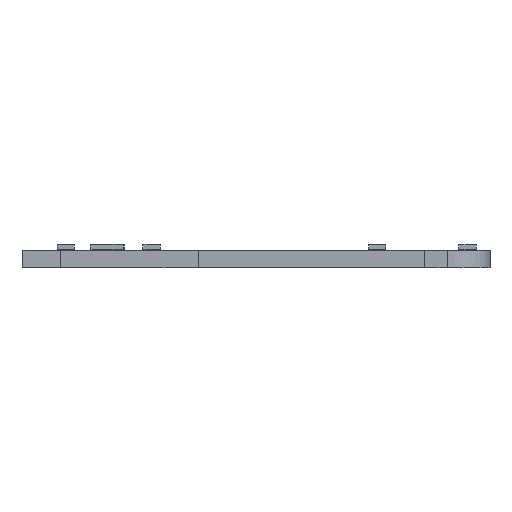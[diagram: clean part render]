
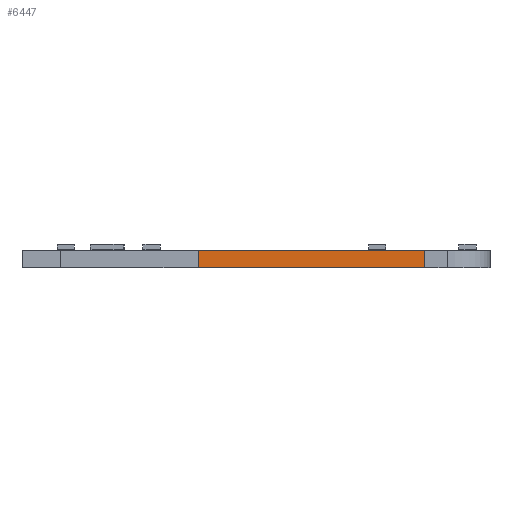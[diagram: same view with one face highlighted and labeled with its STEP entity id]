
A CAD part, left-side view. The second image highlights one B-rep face of the part: STEP entity #6447.
In plain terms, the highlighted planar face has unit normal (-1, 0, 0).
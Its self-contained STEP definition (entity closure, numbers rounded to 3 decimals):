
#2007 = PLANE('',#2008);
#2008 = AXIS2_PLACEMENT_3D('',#2009,#2010,#2011);
#2009 = CARTESIAN_POINT('',(138.861,-86.707,1.6));
#2010 = DIRECTION('',(0.,0.,1.));
#2011 = DIRECTION('',(1.,0.,0.));
#2061 = PLANE('',#2062);
#2062 = AXIS2_PLACEMENT_3D('',#2063,#2064,#2065);
#2063 = CARTESIAN_POINT('',(138.861,-86.707,0.));
#2064 = DIRECTION('',(0.,0.,1.));
#2065 = DIRECTION('',(1.,0.,0.));
#2935 = VERTEX_POINT('',#2936);
#2936 = CARTESIAN_POINT('',(97.155,-81.08,0.));
#2950 = PLANE('',#2951);
#2951 = AXIS2_PLACEMENT_3D('',#2952,#2953,#2954);
#2952 = CARTESIAN_POINT('',(105.107,-81.08,0.));
#2953 = DIRECTION('',(0.,-1.,0.));
#2954 = DIRECTION('',(-1.,0.,0.));
#2962 = EDGE_CURVE('',#2935,#2963,#2965,.T.);
#2963 = VERTEX_POINT('',#2964);
#2964 = CARTESIAN_POINT('',(97.155,-102.235,0.));
#2965 = SURFACE_CURVE('',#2966,(#2970,#2977),.PCURVE_S1.);
#2966 = LINE('',#2967,#2968);
#2967 = CARTESIAN_POINT('',(97.155,-81.08,0.));
#2968 = VECTOR('',#2969,1.);
#2969 = DIRECTION('',(0.,-1.,0.));
#2970 = PCURVE('',#2061,#2971);
#2971 = DEFINITIONAL_REPRESENTATION('',(#2972),#2976);
#2972 = LINE('',#2973,#2974);
#2973 = CARTESIAN_POINT('',(-41.706,5.627));
#2974 = VECTOR('',#2975,1.);
#2975 = DIRECTION('',(0.,-1.));
#2976 = ( GEOMETRIC_REPRESENTATION_CONTEXT(2) 
PARAMETRIC_REPRESENTATION_CONTEXT() REPRESENTATION_CONTEXT('2D SPACE',''
  ) );
#2977 = PCURVE('',#2978,#2983);
#2978 = PLANE('',#2979);
#2979 = AXIS2_PLACEMENT_3D('',#2980,#2981,#2982);
#2980 = CARTESIAN_POINT('',(97.155,-81.08,0.));
#2981 = DIRECTION('',(1.,0.,0.));
#2982 = DIRECTION('',(0.,-1.,0.));
#2983 = DEFINITIONAL_REPRESENTATION('',(#2984),#2988);
#2984 = LINE('',#2985,#2986);
#2985 = CARTESIAN_POINT('',(0.,0.));
#2986 = VECTOR('',#2987,1.);
#2987 = DIRECTION('',(1.,0.));
#2988 = ( GEOMETRIC_REPRESENTATION_CONTEXT(2) 
PARAMETRIC_REPRESENTATION_CONTEXT() REPRESENTATION_CONTEXT('2D SPACE',''
  ) );
#3006 = PLANE('',#3007);
#3007 = AXIS2_PLACEMENT_3D('',#3008,#3009,#3010);
#3008 = CARTESIAN_POINT('',(97.155,-102.235,0.));
#3009 = DIRECTION('',(0.,-1.,0.));
#3010 = DIRECTION('',(-1.,0.,0.));
#5054 = VERTEX_POINT('',#5055);
#5055 = CARTESIAN_POINT('',(97.155,-81.08,1.6));
#5076 = EDGE_CURVE('',#5054,#5077,#5079,.T.);
#5077 = VERTEX_POINT('',#5078);
#5078 = CARTESIAN_POINT('',(97.155,-102.235,1.6));
#5079 = SURFACE_CURVE('',#5080,(#5084,#5091),.PCURVE_S1.);
#5080 = LINE('',#5081,#5082);
#5081 = CARTESIAN_POINT('',(97.155,-81.08,1.6));
#5082 = VECTOR('',#5083,1.);
#5083 = DIRECTION('',(0.,-1.,0.));
#5084 = PCURVE('',#2007,#5085);
#5085 = DEFINITIONAL_REPRESENTATION('',(#5086),#5090);
#5086 = LINE('',#5087,#5088);
#5087 = CARTESIAN_POINT('',(-41.706,5.627));
#5088 = VECTOR('',#5089,1.);
#5089 = DIRECTION('',(0.,-1.));
#5090 = ( GEOMETRIC_REPRESENTATION_CONTEXT(2) 
PARAMETRIC_REPRESENTATION_CONTEXT() REPRESENTATION_CONTEXT('2D SPACE',''
  ) );
#5091 = PCURVE('',#2978,#5092);
#5092 = DEFINITIONAL_REPRESENTATION('',(#5093),#5097);
#5093 = LINE('',#5094,#5095);
#5094 = CARTESIAN_POINT('',(0.,-1.6));
#5095 = VECTOR('',#5096,1.);
#5096 = DIRECTION('',(1.,0.));
#5097 = ( GEOMETRIC_REPRESENTATION_CONTEXT(2) 
PARAMETRIC_REPRESENTATION_CONTEXT() REPRESENTATION_CONTEXT('2D SPACE',''
  ) );
#6397 = EDGE_CURVE('',#2963,#5077,#6398,.T.);
#6398 = SURFACE_CURVE('',#6399,(#6403,#6410),.PCURVE_S1.);
#6399 = LINE('',#6400,#6401);
#6400 = CARTESIAN_POINT('',(97.155,-102.235,0.));
#6401 = VECTOR('',#6402,1.);
#6402 = DIRECTION('',(0.,0.,1.));
#6403 = PCURVE('',#3006,#6404);
#6404 = DEFINITIONAL_REPRESENTATION('',(#6405),#6409);
#6405 = LINE('',#6406,#6407);
#6406 = CARTESIAN_POINT('',(0.,0.));
#6407 = VECTOR('',#6408,1.);
#6408 = DIRECTION('',(0.,-1.));
#6409 = ( GEOMETRIC_REPRESENTATION_CONTEXT(2) 
PARAMETRIC_REPRESENTATION_CONTEXT() REPRESENTATION_CONTEXT('2D SPACE',''
  ) );
#6410 = PCURVE('',#2978,#6411);
#6411 = DEFINITIONAL_REPRESENTATION('',(#6412),#6416);
#6412 = LINE('',#6413,#6414);
#6413 = CARTESIAN_POINT('',(21.155,0.));
#6414 = VECTOR('',#6415,1.);
#6415 = DIRECTION('',(0.,-1.));
#6416 = ( GEOMETRIC_REPRESENTATION_CONTEXT(2) 
PARAMETRIC_REPRESENTATION_CONTEXT() REPRESENTATION_CONTEXT('2D SPACE',''
  ) );
#6447 = ADVANCED_FACE('',(#6448),#2978,.F.);
#6448 = FACE_BOUND('',#6449,.F.);
#6449 = EDGE_LOOP('',(#6450,#6471,#6472,#6473));
#6450 = ORIENTED_EDGE('',*,*,#6451,.T.);
#6451 = EDGE_CURVE('',#2935,#5054,#6452,.T.);
#6452 = SURFACE_CURVE('',#6453,(#6457,#6464),.PCURVE_S1.);
#6453 = LINE('',#6454,#6455);
#6454 = CARTESIAN_POINT('',(97.155,-81.08,0.));
#6455 = VECTOR('',#6456,1.);
#6456 = DIRECTION('',(0.,0.,1.));
#6457 = PCURVE('',#2978,#6458);
#6458 = DEFINITIONAL_REPRESENTATION('',(#6459),#6463);
#6459 = LINE('',#6460,#6461);
#6460 = CARTESIAN_POINT('',(0.,0.));
#6461 = VECTOR('',#6462,1.);
#6462 = DIRECTION('',(0.,-1.));
#6463 = ( GEOMETRIC_REPRESENTATION_CONTEXT(2) 
PARAMETRIC_REPRESENTATION_CONTEXT() REPRESENTATION_CONTEXT('2D SPACE',''
  ) );
#6464 = PCURVE('',#2950,#6465);
#6465 = DEFINITIONAL_REPRESENTATION('',(#6466),#6470);
#6466 = LINE('',#6467,#6468);
#6467 = CARTESIAN_POINT('',(7.952,0.));
#6468 = VECTOR('',#6469,1.);
#6469 = DIRECTION('',(0.,-1.));
#6470 = ( GEOMETRIC_REPRESENTATION_CONTEXT(2) 
PARAMETRIC_REPRESENTATION_CONTEXT() REPRESENTATION_CONTEXT('2D SPACE',''
  ) );
#6471 = ORIENTED_EDGE('',*,*,#5076,.T.);
#6472 = ORIENTED_EDGE('',*,*,#6397,.F.);
#6473 = ORIENTED_EDGE('',*,*,#2962,.F.);
